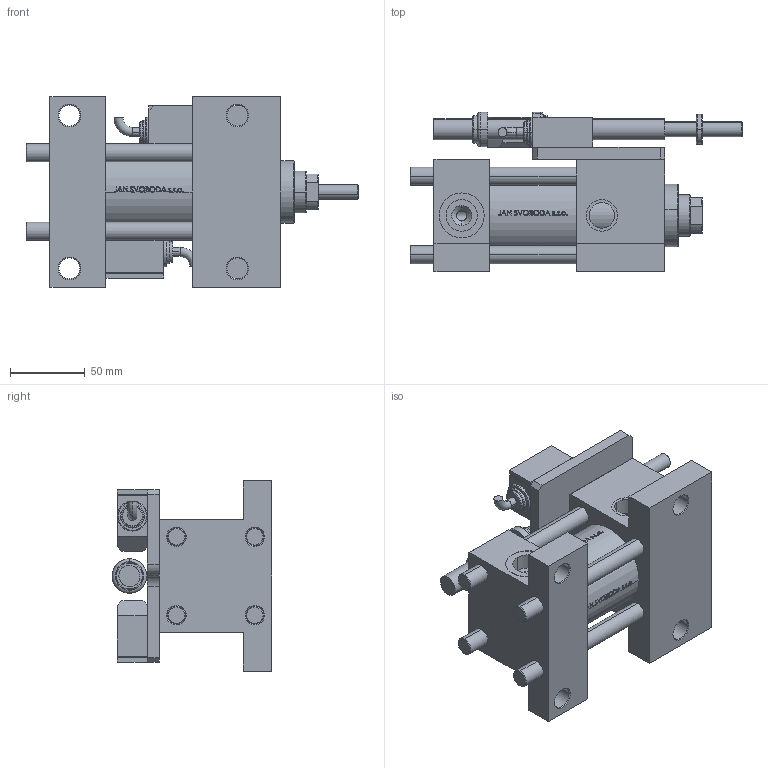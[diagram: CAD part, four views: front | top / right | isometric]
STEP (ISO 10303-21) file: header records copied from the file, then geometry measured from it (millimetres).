
FILE_DESCRIPTION (( 'STEP AP203' ), '1' );
FILE_NAME ('36be.STEP', '2022-11-29T09:17:50', ( '' ), ( '' ), 'SwSTEP 2.0', 'SolidWorks 2019', '' );
FILE_SCHEMA (( 'CONFIG_CONTROL_DESIGN' ));
Length unit declared in the file: millimetre
Products named in the file (16): V215CD_SWITCH_Q_DIMA 4c0b5efeaa720bf459fc5cd1c0fa056e; V215CD_SWITCH_Q_NUT 4c0b5efeaa720bf459fc5cd1c0fa056e; V215CD_SWITCH_Q_BLOK 4c0b5efeaa720bf459fc5cd1c0fa056e; V215CD_NUT_M5_G 4c0b5efeaa720bf459fc5cd1c0fa056e; V215CD_SWITCH_Q_SWITCH 4c0b5efeaa720bf459fc5cd1c0fa056e; V215CD_SWITCH_Q_PODLOZKA_BACK 4c0b5efeaa720bf459fc5cd1c0fa056e; V215CD_SWITCH_Q_PODLOZKA_FRONT 4c0b5efeaa720bf459fc5cd1c0fa056e; V215CD_G_Body 4c0b5efeaa720bf459fc5cd1c0fa056e; V215CD_SWITCH_Q_ZARAZKA 4c0b5efeaa720bf459fc5cd1c0fa056e; V215CD_SWITCH_Q_MAGNET 4c0b5efeaa720bf459fc5cd1c0fa056e; V215CD_VCP_G 4c0b5efeaa720bf459fc5cd1c0fa056e; V215CD_G_TYCINKA 4c0b5efeaa720bf459fc5cd1c0fa056e; V215CD_SWITCH_Q_NUT10 4c0b5efeaa720bf459fc5cd1c0fa056e; V215CD_VC_G 4c0b5efeaa720bf459fc5cd1c0fa056e; 36be; V215CD_SWITCH_Q_TYC 4c0b5efeaa720bf459fc5cd1c0fa056e
Assembly tree (24 placements, depth 2):
  36be
    V215CD_G_Body 4c0b5efeaa720bf459fc5cd1c0fa056e
    V215CD_VC_G 4c0b5efeaa720bf459fc5cd1c0fa056e
    V215CD_VCP_G 4c0b5efeaa720bf459fc5cd1c0fa056e
    V215CD_G_TYCINKA 4c0b5efeaa720bf459fc5cd1c0fa056e  x4
    V215CD_NUT_M5_G 4c0b5efeaa720bf459fc5cd1c0fa056e  x4
    V215CD_SWITCH_Q_BLOK 4c0b5efeaa720bf459fc5cd1c0fa056e  x2
    V215CD_SWITCH_Q_DIMA 4c0b5efeaa720bf459fc5cd1c0fa056e
    V215CD_SWITCH_Q_MAGNET 4c0b5efeaa720bf459fc5cd1c0fa056e  x2
    V215CD_SWITCH_Q_NUT 4c0b5efeaa720bf459fc5cd1c0fa056e
    V215CD_SWITCH_Q_NUT10 4c0b5efeaa720bf459fc5cd1c0fa056e
    V215CD_SWITCH_Q_PODLOZKA_BACK 4c0b5efeaa720bf459fc5cd1c0fa056e
    V215CD_SWITCH_Q_PODLOZKA_FRONT 4c0b5efeaa720bf459fc5cd1c0fa056e
    V215CD_SWITCH_Q_SWITCH 4c0b5efeaa720bf459fc5cd1c0fa056e  x2
    V215CD_SWITCH_Q_TYC 4c0b5efeaa720bf459fc5cd1c0fa056e
    V215CD_SWITCH_Q_ZARAZKA 4c0b5efeaa720bf459fc5cd1c0fa056e
Bounding box: 221.5 x 106.5 x 127 mm (x, y, z)
Volume: 909451.3 mm3; surface area: 199868.8 mm2
Topology: 14 solids, 14 shells, 1098 faces, 2782 edges, 1803 vertices
Faces by surface type: plane 467, bspline 380, cylinder 147, cone 76, torus 28
Entity records: 53077 total; most frequent: CARTESIAN_POINT 26715, ORIENTED_EDGE 5692, DIRECTION 3847, EDGE_CURVE 2846, VERTEX_POINT 1846, VECTOR 1499, LINE 1499, EDGE_LOOP 1252
